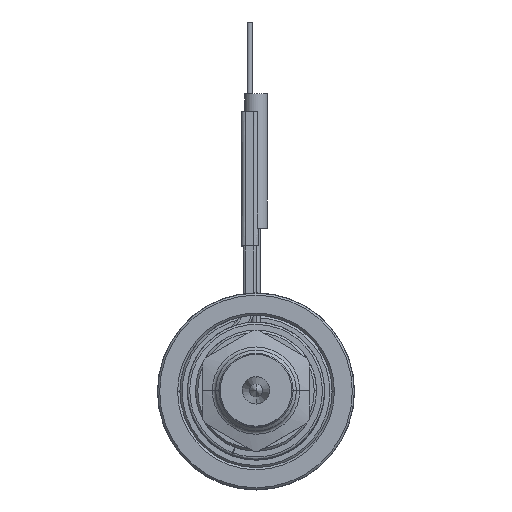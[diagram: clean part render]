
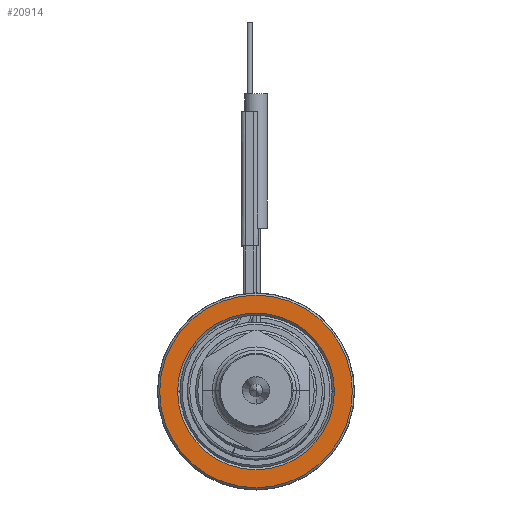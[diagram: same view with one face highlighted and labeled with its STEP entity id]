
A CAD part, top view. The second image highlights one B-rep face of the part: STEP entity #20914.
In plain terms, the highlighted planar face has unit normal (0, 0, 1).
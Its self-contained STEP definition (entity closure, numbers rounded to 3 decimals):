
#6668=CARTESIAN_POINT('',(0.,0.,40.));
#6669=DIRECTION('',(0.,0.,-1.));
#6670=DIRECTION('',(-1.,0.,0.));
#6671=AXIS2_PLACEMENT_3D('',#6668,#6669,#6670);
#6682=CARTESIAN_POINT('',(0.,0.,
40.));
#6683=DIRECTION('',(0.,0.,-1.));
#6684=DIRECTION('',(1.,0.,0.));
#6685=AXIS2_PLACEMENT_3D('',#6682,#6683,#6684);
#6696=CARTESIAN_POINT('',(0.,0.,
40.));
#6697=DIRECTION('',(0.,0.,-1.));
#6698=DIRECTION('',(1.,0.,0.));
#6699=AXIS2_PLACEMENT_3D('',#6696,#6697,#6698);
#6710=CARTESIAN_POINT('',(0.,0.,
40.));
#6711=DIRECTION('',(0.,0.,-1.));
#6712=DIRECTION('',(-1.,0.,0.));
#6713=AXIS2_PLACEMENT_3D('',#6710,#6711,#6712);
#7291=CARTESIAN_POINT('',(21.5,0.,40.));
#7292=CARTESIAN_POINT('',(-21.5,0.,40.));
#7293=VERTEX_POINT('',#7291);
#7294=VERTEX_POINT('',#7292);
#7295=CARTESIAN_POINT('',(17.5,0.,40.));
#7296=CARTESIAN_POINT('',(-17.5,0.,40.));
#7297=VERTEX_POINT('',#7295);
#7298=VERTEX_POINT('',#7296);
#20899=CARTESIAN_POINT('',(0.,0.,40.));
#20900=DIRECTION('',(0.,0.,1.));
#20901=DIRECTION('',(-1.,0.,0.));
#20902=AXIS2_PLACEMENT_3D('',#20899,#20900,#20901);
#20903=PLANE('',#20902);
#20904=ORIENTED_EDGE('',*,*,#20881,.T.);
#20905=ORIENTED_EDGE('',*,*,#20866,.T.);
#20906=EDGE_LOOP('',(#20904,#20905));
#20907=FACE_OUTER_BOUND('',#20906,.F.);
#20909=ORIENTED_EDGE('',*,*,#20908,.F.);
#20911=ORIENTED_EDGE('',*,*,#20910,.F.);
#20912=EDGE_LOOP('',(#20909,#20911));
#20913=FACE_BOUND('',#20912,.F.);
#6672=CIRCLE('',#6671,21.5);
#6686=CIRCLE('',#6685,21.5);
#6700=CIRCLE('',#6699,17.5);
#6714=CIRCLE('',#6713,17.5);
#20866=EDGE_CURVE('',#7294,#7293,#6672,.T.);
#20881=EDGE_CURVE('',#7293,#7294,#6686,.T.);
#20908=EDGE_CURVE('',#7297,#7298,#6700,.T.);
#20910=EDGE_CURVE('',#7298,#7297,#6714,.T.);
#20914=ADVANCED_FACE('',(#20907,#20913),#20903,.T.);
